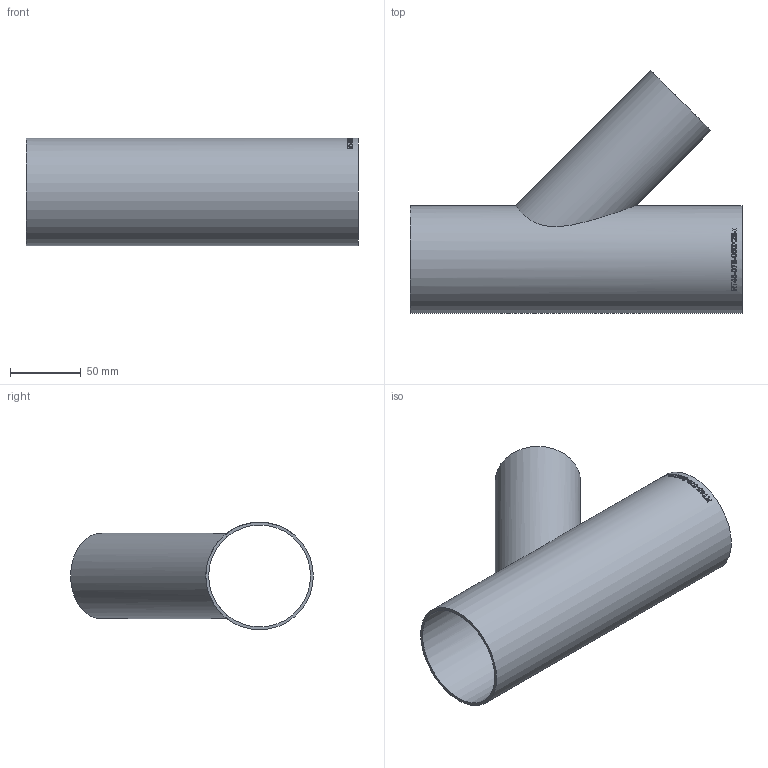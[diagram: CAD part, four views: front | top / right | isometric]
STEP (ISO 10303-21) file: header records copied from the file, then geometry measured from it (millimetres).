
FILE_DESCRIPTION (( 'STEP AP214' ), '1' );
FILE_NAME ('RT45-076-060X20-x T-Stück 45°reduziert Ø76,1 L235 1911.STEP', '2019-11-19T14:17:10', ( '' ), ( '' ), 'SwSTEP 2.0', 'SolidWorks 2016', '' );
FILE_SCHEMA (( 'AUTOMOTIVE_DESIGN' ));
Length unit declared in the file: millimetre
Products named in the file (1): RT45-076-060X20-x T-Stück 45°reduziert Ø76,1 L235  1911
Bounding box: 235 x 171.77 x 76.1 mm (x, y, z)
Volume: 143557.7 mm3; surface area: 144837.9 mm2
Topology: 1 solids, 1 shells, 225 faces, 595 edges, 397 vertices
Faces by surface type: bspline 133, plane 63, cylinder 29
Full cylindrical faces by diameter (mm): 56.3 x1, 60.3 x1, 72.1 x1, 76.1 x1
Entity records: 27573 total; most frequent: CARTESIAN_POINT 20818, ORIENTED_EDGE 1174, EDGE_CURVE 587, DIRECTION 435, B_SPLINE_CURVE_WITH_KNOTS 418, VERTEX_POINT 394, EDGE_LOOP 259, FACE_OUTER_BOUND 229
